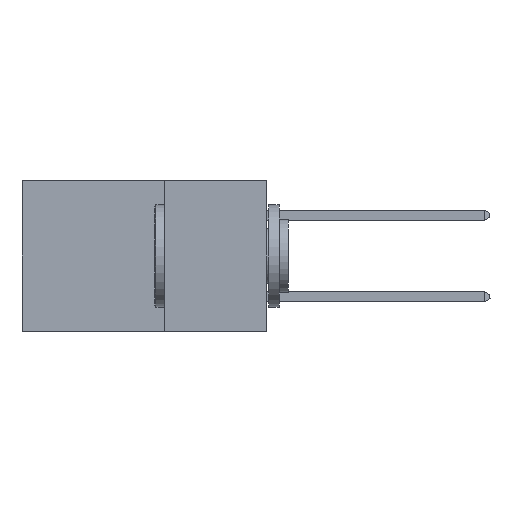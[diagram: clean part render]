
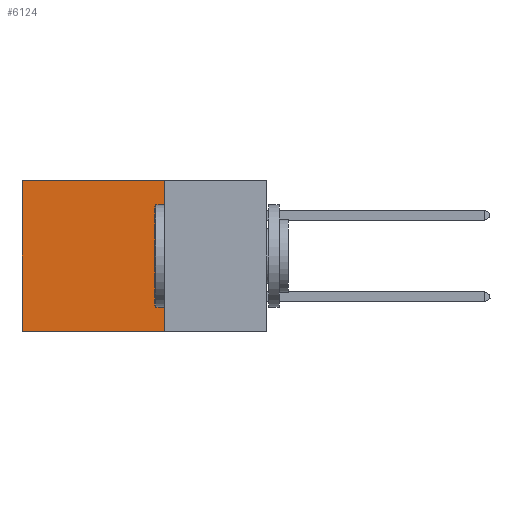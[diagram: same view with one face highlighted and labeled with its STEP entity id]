
A CAD part, left-side view. The second image highlights one B-rep face of the part: STEP entity #6124.
In plain terms, the highlighted planar face has unit normal (-1, 0, 0).
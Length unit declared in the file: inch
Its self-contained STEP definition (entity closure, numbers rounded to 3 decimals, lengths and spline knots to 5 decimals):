
#716 = CARTESIAN_POINT ( 'NONE',  ( 0.2875, 0.25, -0.37 ) ) ;
#1278 = VERTEX_POINT ( 'NONE', #4357 ) ;
#1279 = DIRECTION ( 'NONE',  ( 0., 0., -1. ) ) ;
#1689 = ORIENTED_EDGE ( 'NONE', *, *, #5597, .T. ) ;
#1751 = ORIENTED_EDGE ( 'NONE', *, *, #4183, .F. ) ;
#1789 = PLANE ( 'NONE',  #3576 ) ;
#2780 = CARTESIAN_POINT ( 'NONE',  ( 0.2875, 0.25, 0. ) ) ;
#3576 = AXIS2_PLACEMENT_3D ( 'NONE', #2780, #12773, #11758 ) ;
#3634 = VERTEX_POINT ( 'NONE', #11601 ) ;
#3727 = VECTOR ( 'NONE', #11018, 39.37008 ) ;
#4183 = EDGE_CURVE ( 'NONE', #10178, #1278, #6395, .T. ) ;
#4357 = CARTESIAN_POINT ( 'NONE',  ( 0.2875, 0.25, -0.37 ) ) ;
#4451 = VECTOR ( 'NONE', #7364, 39.37008 ) ;
#4613 = LINE ( 'NONE', #5357, #8849 ) ;
#4721 = CARTESIAN_POINT ( 'NONE',  ( 0.2875, 0.25, 0. ) ) ;
#5357 = CARTESIAN_POINT ( 'NONE',  ( 0.2875, 0.6, 0. ) ) ;
#5545 = CARTESIAN_POINT ( 'NONE',  ( 0.2875, 0.6, 0. ) ) ;
#5597 = EDGE_CURVE ( 'NONE', #12091, #3634, #4613, .T. ) ;
#5948 = VECTOR ( 'NONE', #12594, 39.37008 ) ;
#6124 = ADVANCED_FACE ( 'NONE', ( #9782 ), #1789, .F. ) ;
#6358 = CARTESIAN_POINT ( 'NONE',  ( 0.2875, 0.25, 0. ) ) ;
#6395 = LINE ( 'NONE', #8923, #3727 ) ;
#7364 = DIRECTION ( 'NONE',  ( 0., 1., 0. ) ) ;
#8287 = EDGE_CURVE ( 'NONE', #10178, #12091, #9776, .T. ) ;
#8849 = VECTOR ( 'NONE', #1279, 39.37008 ) ;
#8852 = ORIENTED_EDGE ( 'NONE', *, *, #8287, .T. ) ;
#8923 = CARTESIAN_POINT ( 'NONE',  ( 0.2875, 0.25, 0. ) ) ;
#9776 = LINE ( 'NONE', #6358, #4451 ) ;
#9782 = FACE_OUTER_BOUND ( 'NONE', #12062, .T. ) ;
#10178 = VERTEX_POINT ( 'NONE', #4721 ) ;
#10271 = ORIENTED_EDGE ( 'NONE', *, *, #11207, .F. ) ;
#10795 = LINE ( 'NONE', #716, #5948 ) ;
#11018 = DIRECTION ( 'NONE',  ( 0., 0., -1. ) ) ;
#11207 = EDGE_CURVE ( 'NONE', #1278, #3634, #10795, .T. ) ;
#11601 = CARTESIAN_POINT ( 'NONE',  ( 0.2875, 0.6, -0.37 ) ) ;
#11758 = DIRECTION ( 'NONE',  ( 0., 0., -1. ) ) ;
#12062 = EDGE_LOOP ( 'NONE', ( #1689, #10271, #1751, #8852 ) ) ;
#12091 = VERTEX_POINT ( 'NONE', #5545 ) ;
#12594 = DIRECTION ( 'NONE',  ( 0., 1., 0. ) ) ;
#12773 = DIRECTION ( 'NONE',  ( 1., 0., 0. ) ) ;
